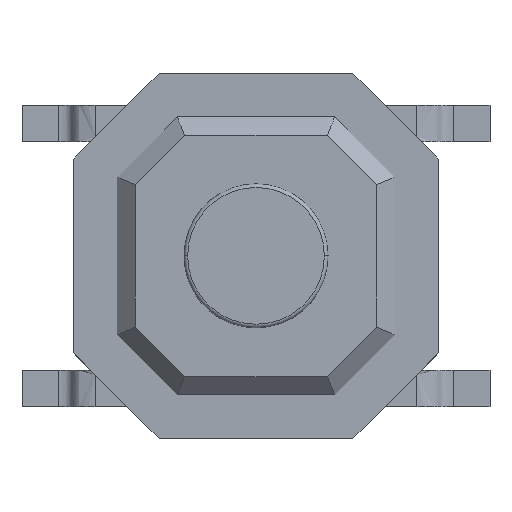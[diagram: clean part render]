
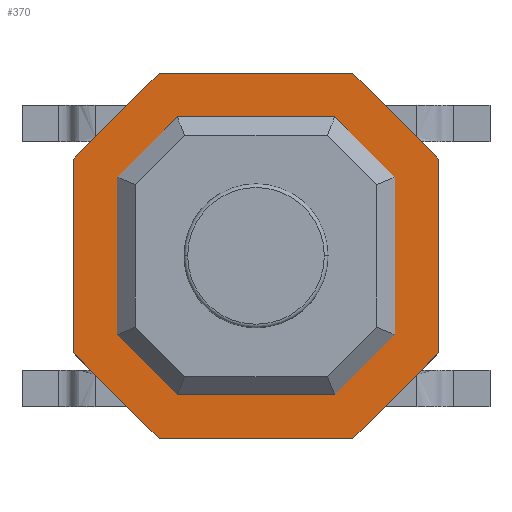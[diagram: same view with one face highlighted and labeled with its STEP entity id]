
A CAD part, top view. The second image highlights one B-rep face of the part: STEP entity #370.
In plain terms, the highlighted planar face has unit normal (0, 0, 1).
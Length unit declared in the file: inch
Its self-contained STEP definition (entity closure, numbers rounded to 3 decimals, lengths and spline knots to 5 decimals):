
#38 = EDGE_LOOP ( 'NONE', ( #2001, #2002, #2003, #2004, #2005, #2006, #2007, #2008 ) ) ;
#46 = EDGE_LOOP ( 'NONE', ( #1990, #1991, #1993, #1994, #1995, #1997, #1998, #1999 ) ) ;
#209 = LINE ( 'NONE', #1552, #214 ) ;
#214 = VECTOR ( 'NONE', #1557, 39.37008 ) ;
#310 = EDGE_CURVE ( 'NONE', #444, #475, #209, .T. ) ;
#370 = ADVANCED_FACE ( 'NONE', ( #1754, #1756 ), #1690, .F. ) ;
#434 = VERTEX_POINT ( 'NONE', #803 ) ;
#435 = VERTEX_POINT ( 'NONE', #804 ) ;
#438 = VERTEX_POINT ( 'NONE', #801 ) ;
#442 = VERTEX_POINT ( 'NONE', #809 ) ;
#444 = VERTEX_POINT ( 'NONE', #811 ) ;
#451 = VERTEX_POINT ( 'NONE', #818 ) ;
#472 = VERTEX_POINT ( 'NONE', #839 ) ;
#475 = VERTEX_POINT ( 'NONE', #842 ) ;
#491 = VERTEX_POINT ( 'NONE', #858 ) ;
#492 = VERTEX_POINT ( 'NONE', #859 ) ;
#507 = VERTEX_POINT ( 'NONE', #874 ) ;
#508 = VERTEX_POINT ( 'NONE', #875 ) ;
#516 = VERTEX_POINT ( 'NONE', #883 ) ;
#522 = VERTEX_POINT ( 'NONE', #889 ) ;
#540 = VERTEX_POINT ( 'NONE', #907 ) ;
#545 = VERTEX_POINT ( 'NONE', #912 ) ;
#801 = CARTESIAN_POINT ( 'NONE',  ( -0.04306, -0.076, 0.034 ) ) ;
#803 = CARTESIAN_POINT ( 'NONE',  ( -0.04306, 0.076, 0.034 ) ) ;
#804 = CARTESIAN_POINT ( 'NONE',  ( 0.04306, 0.076, 0.034 ) ) ;
#809 = CARTESIAN_POINT ( 'NONE',  ( 0.04306, -0.076, 0.034 ) ) ;
#811 = CARTESIAN_POINT ( 'NONE',  ( -0.053, -0.1, 0.034 ) ) ;
#818 = CARTESIAN_POINT ( 'NONE',  ( -0.053, 0.1, 0.034 ) ) ;
#839 = CARTESIAN_POINT ( 'NONE',  ( 0.076, -0.04306, 0.034 ) ) ;
#842 = CARTESIAN_POINT ( 'NONE',  ( 0.053, -0.1, 0.034 ) ) ;
#858 = CARTESIAN_POINT ( 'NONE',  ( 0.1, -0.053, 0.034 ) ) ;
#859 = CARTESIAN_POINT ( 'NONE',  ( 0.1, 0.053, 0.034 ) ) ;
#874 = CARTESIAN_POINT ( 'NONE',  ( -0.076, -0.04306, 0.034 ) ) ;
#875 = CARTESIAN_POINT ( 'NONE',  ( -0.1, 0.053, 0.034 ) ) ;
#883 = CARTESIAN_POINT ( 'NONE',  ( -0.076, 0.04306, 0.034 ) ) ;
#889 = CARTESIAN_POINT ( 'NONE',  ( -0.1, -0.053, 0.034 ) ) ;
#907 = CARTESIAN_POINT ( 'NONE',  ( 0.053, 0.1, 0.034 ) ) ;
#912 = CARTESIAN_POINT ( 'NONE',  ( 0.076, 0.04306, 0.034 ) ) ;
#980 = CARTESIAN_POINT ( 'NONE',  ( -0.1, 0.053, 0.034 ) ) ;
#994 = DIRECTION ( 'NONE',  ( -0.707, -0.707, 0. ) ) ;
#1018 = CARTESIAN_POINT ( 'NONE',  ( 0.053, 0.1, 0.034 ) ) ;
#1023 = DIRECTION ( 'NONE',  ( -0.707, 0.707, 0. ) ) ;
#1028 = CARTESIAN_POINT ( 'NONE',  ( 0.1, -0.053, 0.034 ) ) ;
#1029 = DIRECTION ( 'NONE',  ( 0.707, 0.707, 0. ) ) ;
#1072 = CARTESIAN_POINT ( 'NONE',  ( -0.053, -0.1, 0.034 ) ) ;
#1073 = DIRECTION ( 'NONE',  ( 0.707, -0.707, 0. ) ) ;
#1102 = CARTESIAN_POINT ( 'NONE',  ( -0.1, -0.053, 0.034 ) ) ;
#1113 = DIRECTION ( 'NONE',  ( 0., -1., 0. ) ) ;
#1114 = CARTESIAN_POINT ( 'NONE',  ( 0.076, 0.04306, 0.034 ) ) ;
#1116 = DIRECTION ( 'NONE',  ( -0.707, 0.707, 0. ) ) ;
#1149 = CARTESIAN_POINT ( 'NONE',  ( 0.04306, -0.076, 0.034 ) ) ;
#1151 = DIRECTION ( 'NONE',  ( 0.707, 0.707, 0. ) ) ;
#1165 = CARTESIAN_POINT ( 'NONE',  ( 0.076, -0.04306, 0.034 ) ) ;
#1166 = DIRECTION ( 'NONE',  ( 0., 1., 0. ) ) ;
#1167 = CARTESIAN_POINT ( 'NONE',  ( 0.04306, 0.076, 0.034 ) ) ;
#1168 = DIRECTION ( 'NONE',  ( -1., 0., 0. ) ) ;
#1169 = CARTESIAN_POINT ( 'NONE',  ( -0.076, 0.04306, 0.034 ) ) ;
#1170 = DIRECTION ( 'NONE',  ( 0., -1., 0. ) ) ;
#1173 = CARTESIAN_POINT ( 'NONE',  ( 0.1, 0.053, 0.034 ) ) ;
#1174 = DIRECTION ( 'NONE',  ( 0., 1., 0. ) ) ;
#1179 = CARTESIAN_POINT ( 'NONE',  ( -0.076, -0.04306, 0.034 ) ) ;
#1180 = DIRECTION ( 'NONE',  ( 0.707, -0.707, 0. ) ) ;
#1205 = CARTESIAN_POINT ( 'NONE',  ( -0.04306, -0.076, 0.034 ) ) ;
#1206 = DIRECTION ( 'NONE',  ( 1., 0., 0. ) ) ;
#1247 = CARTESIAN_POINT ( 'NONE',  ( -0.053, 0.1, 0.034 ) ) ;
#1248 = DIRECTION ( 'NONE',  ( -1., 0., 0. ) ) ;
#1552 = CARTESIAN_POINT ( 'NONE',  ( 0.053, -0.1, 0.034 ) ) ;
#1557 = DIRECTION ( 'NONE',  ( 1., 0., 0. ) ) ;
#1686 = DIRECTION ( 'NONE',  ( 0., 0., -1. ) ) ;
#1689 = CARTESIAN_POINT ( 'NONE',  ( 0., 0., 0.034 ) ) ;
#1690 = PLANE ( 'NONE',  #2560 ) ;
#1692 = DIRECTION ( 'NONE',  ( -1., 0., 0. ) ) ;
#1754 = FACE_OUTER_BOUND ( 'NONE', #46, .T. ) ;
#1756 = FACE_BOUND ( 'NONE', #38, .T. ) ;
#1815 = LINE ( 'NONE', #980, #1826 ) ;
#1826 = VECTOR ( 'NONE', #994, 39.37008 ) ;
#1847 = LINE ( 'NONE', #1018, #1853 ) ;
#1853 = VECTOR ( 'NONE', #1023, 39.37008 ) ;
#1854 = LINE ( 'NONE', #1028, #1855 ) ;
#1855 = VECTOR ( 'NONE', #1029, 39.37008 ) ;
#1913 = EDGE_CURVE ( 'NONE', #451, #508, #1815, .T. ) ;
#1927 = EDGE_CURVE ( 'NONE', #492, #540, #1847, .T. ) ;
#1929 = EDGE_CURVE ( 'NONE', #475, #491, #1854, .T. ) ;
#1945 = EDGE_CURVE ( 'NONE', #522, #444, #2050, .T. ) ;
#1990 = ORIENTED_EDGE ( 'NONE', *, *, #1913, .T. ) ;
#1991 = ORIENTED_EDGE ( 'NONE', *, *, #2368, .T. ) ;
#1993 = ORIENTED_EDGE ( 'NONE', *, *, #1945, .T. ) ;
#1994 = ORIENTED_EDGE ( 'NONE', *, *, #310, .T. ) ;
#1995 = ORIENTED_EDGE ( 'NONE', *, *, #1929, .T. ) ;
#1997 = ORIENTED_EDGE ( 'NONE', *, *, #2389, .T. ) ;
#1998 = ORIENTED_EDGE ( 'NONE', *, *, #1927, .T. ) ;
#1999 = ORIENTED_EDGE ( 'NONE', *, *, #2420, .T. ) ;
#2001 = ORIENTED_EDGE ( 'NONE', *, *, #2386, .F. ) ;
#2002 = ORIENTED_EDGE ( 'NONE', *, *, #2369, .F. ) ;
#2003 = ORIENTED_EDGE ( 'NONE', *, *, #2385, .F. ) ;
#2004 = ORIENTED_EDGE ( 'NONE', *, *, #2380, .F. ) ;
#2005 = ORIENTED_EDGE ( 'NONE', *, *, #2402, .F. ) ;
#2006 = ORIENTED_EDGE ( 'NONE', *, *, #2392, .F. ) ;
#2007 = ORIENTED_EDGE ( 'NONE', *, *, #2387, .F. ) ;
#2008 = ORIENTED_EDGE ( 'NONE', *, *, #2425, .F. ) ;
#2050 = LINE ( 'NONE', #1072, #2051 ) ;
#2051 = VECTOR ( 'NONE', #1073, 39.37008 ) ;
#2067 = LINE ( 'NONE', #1102, #2072 ) ;
#2071 = LINE ( 'NONE', #1114, #2074 ) ;
#2072 = VECTOR ( 'NONE', #1113, 39.37008 ) ;
#2074 = VECTOR ( 'NONE', #1116, 39.37008 ) ;
#2090 = LINE ( 'NONE', #1149, #2091 ) ;
#2091 = VECTOR ( 'NONE', #1151, 39.37008 ) ;
#2096 = LINE ( 'NONE', #1165, #2099 ) ;
#2098 = LINE ( 'NONE', #1167, #2101 ) ;
#2099 = VECTOR ( 'NONE', #1166, 39.37008 ) ;
#2100 = LINE ( 'NONE', #1169, #2103 ) ;
#2101 = VECTOR ( 'NONE', #1168, 39.37008 ) ;
#2103 = VECTOR ( 'NONE', #1170, 39.37008 ) ;
#2104 = LINE ( 'NONE', #1173, #2107 ) ;
#2107 = VECTOR ( 'NONE', #1174, 39.37008 ) ;
#2110 = LINE ( 'NONE', #1179, #2113 ) ;
#2113 = VECTOR ( 'NONE', #1180, 39.37008 ) ;
#2128 = LINE ( 'NONE', #1205, #2131 ) ;
#2131 = VECTOR ( 'NONE', #1206, 39.37008 ) ;
#2162 = LINE ( 'NONE', #1247, #2165 ) ;
#2165 = VECTOR ( 'NONE', #1248, 39.37008 ) ;
#2171 = LINE ( 'NONE', #2241, #2174 ) ;
#2174 = VECTOR ( 'NONE', #2243, 39.37008 ) ;
#2241 = CARTESIAN_POINT ( 'NONE',  ( -0.04306, 0.076, 0.034 ) ) ;
#2243 = DIRECTION ( 'NONE',  ( -0.707, -0.707, 0. ) ) ;
#2368 = EDGE_CURVE ( 'NONE', #508, #522, #2067, .T. ) ;
#2369 = EDGE_CURVE ( 'NONE', #545, #435, #2071, .T. ) ;
#2380 = EDGE_CURVE ( 'NONE', #442, #472, #2090, .T. ) ;
#2385 = EDGE_CURVE ( 'NONE', #472, #545, #2096, .T. ) ;
#2386 = EDGE_CURVE ( 'NONE', #435, #434, #2098, .T. ) ;
#2387 = EDGE_CURVE ( 'NONE', #516, #507, #2100, .T. ) ;
#2389 = EDGE_CURVE ( 'NONE', #491, #492, #2104, .T. ) ;
#2392 = EDGE_CURVE ( 'NONE', #507, #438, #2110, .T. ) ;
#2402 = EDGE_CURVE ( 'NONE', #438, #442, #2128, .T. ) ;
#2420 = EDGE_CURVE ( 'NONE', #540, #451, #2162, .T. ) ;
#2425 = EDGE_CURVE ( 'NONE', #434, #516, #2171, .T. ) ;
#2560 = AXIS2_PLACEMENT_3D ( 'NONE', #1689, #1686, #1692 ) ;
